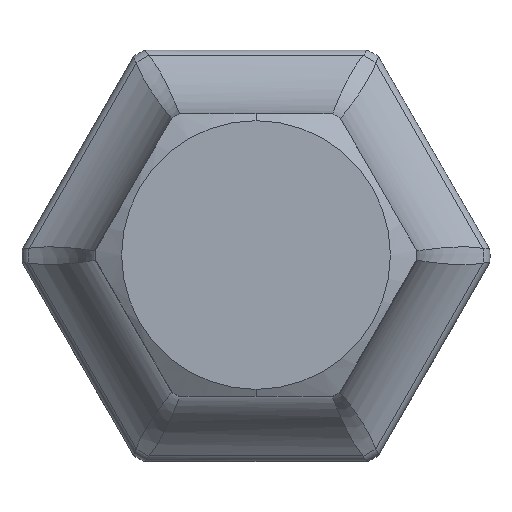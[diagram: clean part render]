
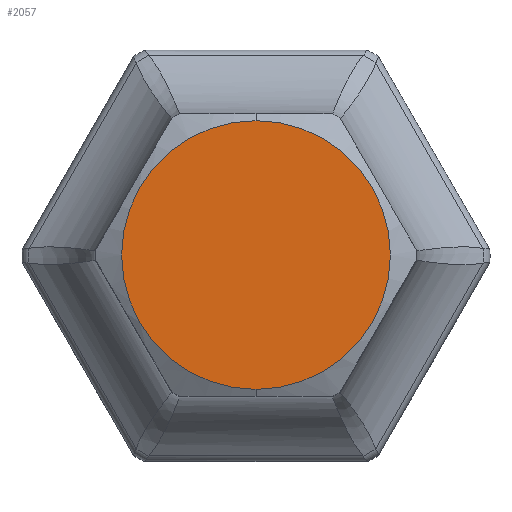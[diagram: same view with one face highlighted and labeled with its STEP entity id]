
A CAD part, top view. The second image highlights one B-rep face of the part: STEP entity #2057.
In plain terms, the highlighted planar face has unit normal (0, 0, 1).
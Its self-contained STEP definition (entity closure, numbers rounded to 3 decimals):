
#769=CARTESIAN_POINT('',(0.,0.,0.));
#770=DIRECTION('',(0.,0.,-1.));
#771=DIRECTION('',(0.,1.,0.));
#772=AXIS2_PLACEMENT_3D('',#769,#770,#771);
#777=CARTESIAN_POINT('',(0.,0.,0.));
#778=DIRECTION('',(0.,0.,-1.));
#779=DIRECTION('',(0.,-1.,0.));
#780=AXIS2_PLACEMENT_3D('',#777,#778,#779);
#1447=CARTESIAN_POINT('',(0.,10.45,0.));
#1448=CARTESIAN_POINT('',(0.,-10.45,0.));
#1449=VERTEX_POINT('',#1447);
#1450=VERTEX_POINT('',#1448);
#2047=CARTESIAN_POINT('',(0.,0.,0.));
#2048=DIRECTION('',(0.,0.,-1.));
#2049=DIRECTION('',(0.,-1.,0.));
#2050=AXIS2_PLACEMENT_3D('',#2047,#2048,#2049);
#2051=PLANE('',#2050);
#2052=ORIENTED_EDGE('',*,*,#2025,.T.);
#2054=ORIENTED_EDGE('',*,*,#2053,.T.);
#2055=EDGE_LOOP('',(#2052,#2054));
#2056=FACE_OUTER_BOUND('',#2055,.F.);
#2057=ADVANCED_FACE('',(#2056),#2051,.F.);
#773=CIRCLE('',#772,10.45);
#781=CIRCLE('',#780,10.45);
#2025=EDGE_CURVE('',#1449,#1450,#773,.T.);
#2053=EDGE_CURVE('',#1450,#1449,#781,.T.);
